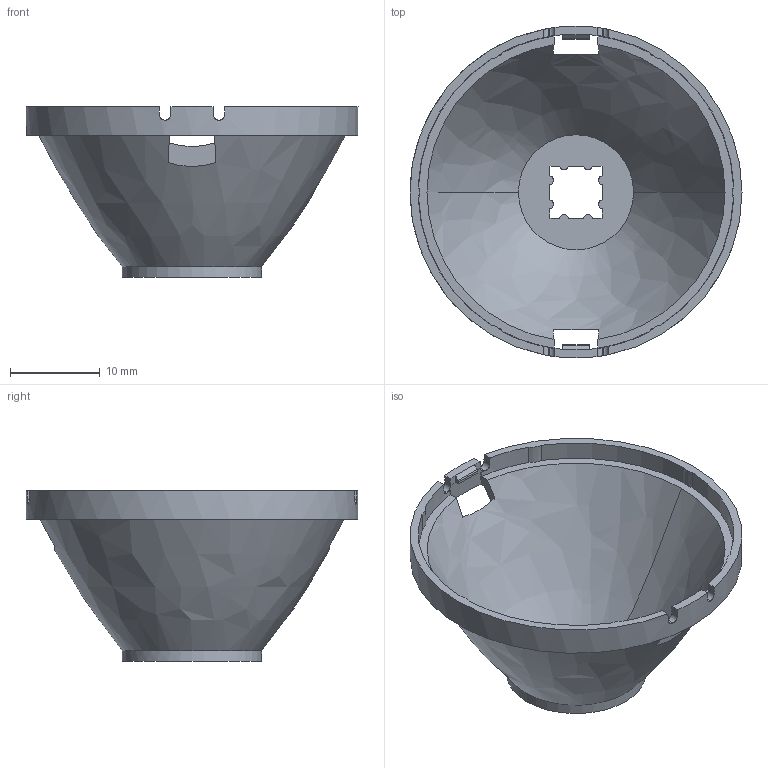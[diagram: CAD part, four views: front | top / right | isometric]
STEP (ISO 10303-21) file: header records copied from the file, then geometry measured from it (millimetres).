
FILE_DESCRIPTION(/* description */ (''),/* implementation_level */ '2;1');
FILE_NAME(/* name */ 'H78M-XML.stp',/* time_stamp */ '2025-09-26T11:09:39+08:00',/* author */ (''),/* organization */ (''),/* preprocessor_version */ 'ST-DEVELOPER v14',/* originating_system */ 'SIEMENS PLM Software NX 8.0',/* authorisation */ '');
FILE_SCHEMA (('AUTOMOTIVE_DESIGN { 1 0 10303 214 3 1 1 1 }'));
Length unit declared in the file: millimetre
Products named in the file (1): Admi32A83980z9gh
Bounding box: 37 x 36.97 x 19 mm (x, y, z)
Volume: 1929.4 mm3; surface area: 4061.6 mm2
Topology: 1 solids, 1 shells, 113 faces, 318 edges, 204 vertices
Faces by surface type: plane 49, cylinder 32, cone 21, torus 8, bspline 3
Full cylindrical faces by diameter (mm): 12.824 x1, 15.517 x1
Entity records: 4292 total; most frequent: CARTESIAN_POINT 1382, ORIENTED_EDGE 620, DIRECTION 604, EDGE_CURVE 310, AXIS2_PLACEMENT_3D 240, VERTEX_POINT 200, LINE 124, VECTOR 124
